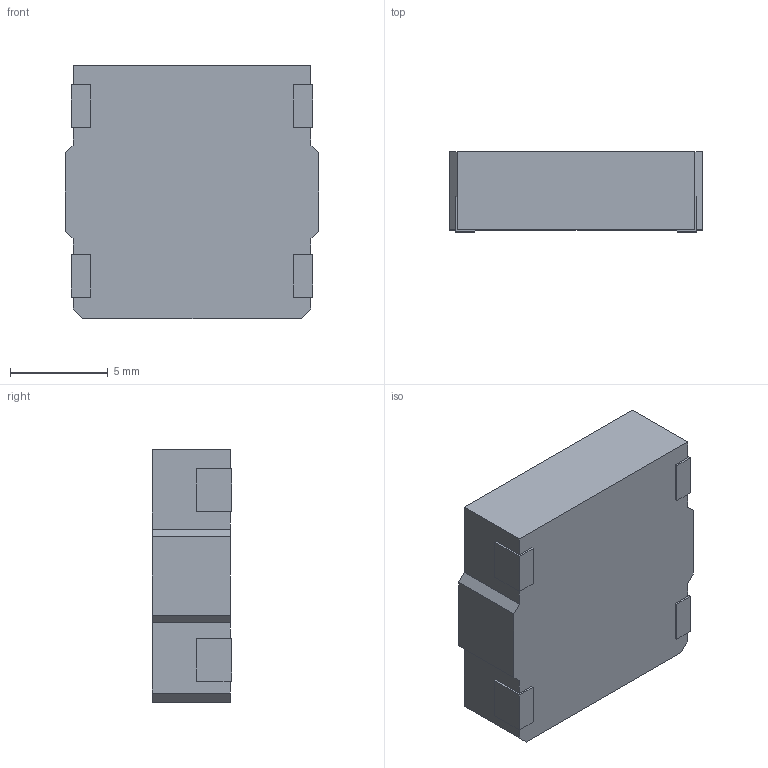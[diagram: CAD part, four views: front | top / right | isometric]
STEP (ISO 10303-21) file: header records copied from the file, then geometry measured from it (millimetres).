
FILE_DESCRIPTION (( 'STEP AP214' ), '1' );
FILE_NAME ('FUET FS-1340.STEP', '2020-06-11T17:48:40', ( '' ), ( '' ), 'SwSTEP 2.0', 'SolidWorks 2019', '' );
FILE_SCHEMA (( 'AUTOMOTIVE_DESIGN' ));
Length unit declared in the file: millimetre
Products named in the file (1): FUET FS-1340
Bounding box: 13 x 4.1 x 13 mm (x, y, z)
Volume: 603.7 mm3; surface area: 612.5 mm2
Topology: 1 solids, 1 shells, 54 faces, 163 edges, 109 vertices
Faces by surface type: plane 50, sphere 2, cylinder 2
Entity records: 2154 total; most frequent: CARTESIAN_POINT 327, ORIENTED_EDGE 326, DIRECTION 289, EDGE_CURVE 163, VECTOR 147, LINE 147, VERTEX_POINT 109, AXIS2_PLACEMENT_3D 71
